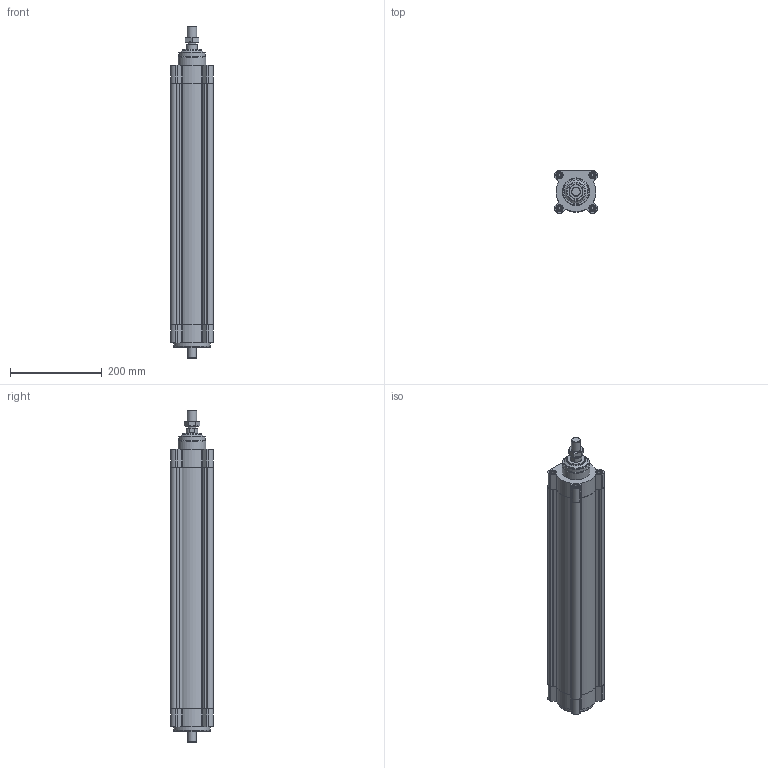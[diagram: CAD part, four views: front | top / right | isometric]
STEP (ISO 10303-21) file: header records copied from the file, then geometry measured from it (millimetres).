
FILE_DESCRIPTION(/* description */ ('STEP AP214'),/* implementation_level */ '2;1');
FILE_NAME(/* name */ '574110_ESBF-BS-80-400-15P',/* time_stamp */ '2024-08-28T06:21:58+02:00',/* author */ ('License CC BY-ND 4.0'),/* organization */ ('CADENAS'),/* preprocessor_version */ 'ST-DEVELOPER v19.3',/* originating_system */ 'PARTsolutions',/* authorisation */ ' ');
FILE_SCHEMA (('AUTOMOTIVE_DESIGN {1 0 10303 214 3 1 1}'));
Length unit declared in the file: millimetre
Products named in the file (6): 574110 ESBF-BS-80-400-15P---(0); ESBF-BS-80-400---(ZR_-_-); ESBF-BS-80-400-15P---(KS_0); DIN-439-B - M20x1.5(F); 1515741 GUA M22x1.5; ESBF-BS-80-ESBF-BS-80---(KSA)
Assembly tree (5 placements, depth 2):
  574110 ESBF-BS-80-400-15P---(0)
    ESBF-BS-80-400---(ZR_-_-)
    ESBF-BS-80-400-15P---(KS_0)
    DIN-439-B - M20x1.5(F)
    1515741 GUA M22x1.5
    ESBF-BS-80-ESBF-BS-80---(KSA)
Bounding box: 93 x 93 x 723.5 mm (x, y, z)
Volume: 3080520.4 mm3; surface area: 532326.2 mm2
Topology: 5 solids, 5 shells, 356 faces, 878 edges, 571 vertices
Faces by surface type: plane 170, cylinder 122, cone 49, torus 15
Full cylindrical faces by diameter (mm): 8.376 x8, 14.1 x1, 15 x8, 15.8 x8, 18.16 x1, 18.376 x1, 19 x1, 20 x1, 20.376 x1, 22 x3, 24 x1, 25 x1, 33 x1, 40 x2, 51.2 x1, 58 x1, 60 x1, 72 x1, 80 x3
Entity records: 12323 total; most frequent: CARTESIAN_POINT 2170, DIRECTION 1708, ORIENTED_EDGE 1560, EDGE_CURVE 780, AXIS2_PLACEMENT_3D 670, VERTEX_POINT 560, EDGE_LOOP 488, FACE_BOUND 488
